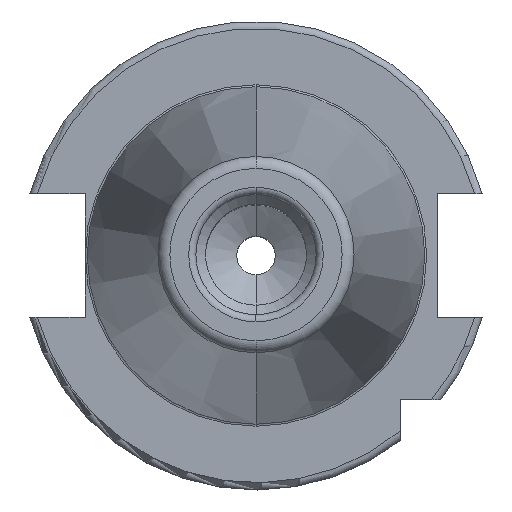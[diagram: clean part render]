
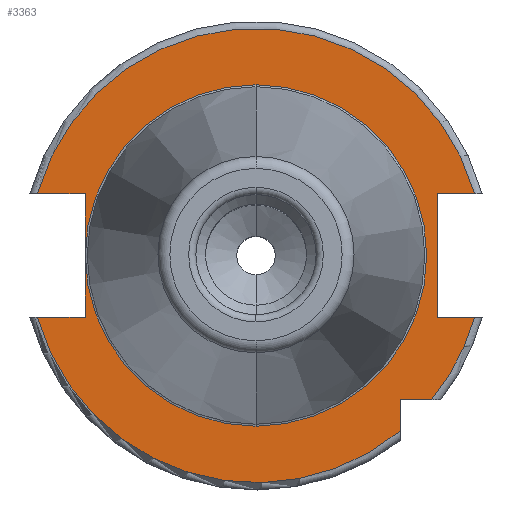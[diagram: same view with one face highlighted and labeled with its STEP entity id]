
A CAD part, top view. The second image highlights one B-rep face of the part: STEP entity #3363.
In plain terms, the highlighted planar face has unit normal (0, 0, 1).
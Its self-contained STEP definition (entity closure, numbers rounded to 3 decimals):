
#900=CARTESIAN_POINT('',(0,0,15.9));
#901=DIRECTION('',(0,0,-1));
#902=DIRECTION('',(0,1,0));
#903=AXIS2_PLACEMENT_3D('',#900,#901,#902);
#905=CARTESIAN_POINT('',(0,0,15.9));
#906=DIRECTION('',(0,0,1));
#907=DIRECTION('',(0,1,0));
#908=AXIS2_PLACEMENT_3D('',#905,#906,#907);
#920=CARTESIAN_POINT('',(0,0,15.9));
#921=DIRECTION('',(0,0,1));
#922=DIRECTION('',(-1,0,0));
#923=AXIS2_PLACEMENT_3D('',#920,#921,#922);
#925=DIRECTION('',(1,0,0));
#926=VECTOR('',#925,9.969);
#927=CARTESIAN_POINT('',(-45.469,-12.85,15.9));
#928=LINE('',#927,#926);
#929=DIRECTION('',(0.,1,0));
#930=VECTOR('',#929,12.85);
#931=CARTESIAN_POINT('',(-35.5,-12.85,15.9));
#932=LINE('',#931,#930);
#933=DIRECTION('',(0.,1,0));
#934=VECTOR('',#933,12.85);
#935=CARTESIAN_POINT('',(-35.5,0,15.9));
#936=LINE('',#935,#934);
#937=DIRECTION('',(1,0,0));
#938=VECTOR('',#937,9.969);
#939=CARTESIAN_POINT('',(-45.469,12.85,15.9));
#940=LINE('',#939,#938);
#941=DIRECTION('',(-1,0,0));
#942=VECTOR('',#941,7.769);
#943=CARTESIAN_POINT('',(45.469,12.85,15.9));
#944=LINE('',#943,#942);
#945=DIRECTION('',(0,-1,0));
#946=VECTOR('',#945,25.7);
#947=CARTESIAN_POINT('',(37.7,12.85,15.9));
#948=LINE('',#947,#946);
#949=DIRECTION('',(-1,0,0));
#950=VECTOR('',#949,7.769);
#951=CARTESIAN_POINT('',(45.469,-12.85,15.9));
#952=LINE('',#951,#950);
#953=CARTESIAN_POINT('',(0,0,15.9));
#954=DIRECTION('',(0,0,1));
#955=DIRECTION('',(0.773,-0.635,0));
#956=AXIS2_PLACEMENT_3D('',#953,#954,#955);
#958=DIRECTION('',(-1,0,0));
#959=VECTOR('',#958,6.504);
#960=CARTESIAN_POINT('',(36.504,-30,15.9));
#961=LINE('',#960,#959);
#962=DIRECTION('',(0,1,0));
#963=VECTOR('',#962,6.504);
#964=CARTESIAN_POINT('',(30,-36.504,15.9));
#965=LINE('',#964,#963);
#1601=CARTESIAN_POINT('',(0,0,15.9));
#1602=DIRECTION('',(0,0,1));
#1603=DIRECTION('',(0.962,0.272,0));
#1604=AXIS2_PLACEMENT_3D('',#1601,#1602,#1603);
#1652=CARTESIAN_POINT('',(0,0,15.9));
#1653=DIRECTION('',(0,0,1));
#1654=DIRECTION('',(-0.962,-0.272,0));
#1655=AXIS2_PLACEMENT_3D('',#1652,#1653,#1654);
#1792=CARTESIAN_POINT('',(0,35.5,15.9));
#1794=VERTEX_POINT('',#1792);
#1814=CARTESIAN_POINT('',(0,-35.5,15.9));
#1816=VERTEX_POINT('',#1814);
#1962=CARTESIAN_POINT('',(-45.469,-12.85,15.9));
#1963=CARTESIAN_POINT('',(-35.5,-12.85,15.9));
#1964=VERTEX_POINT('',#1962);
#1965=VERTEX_POINT('',#1963);
#1966=CARTESIAN_POINT('',(-35.5,0,15.9));
#1967=VERTEX_POINT('',#1966);
#1968=CARTESIAN_POINT('',(-35.5,12.85,15.9));
#1969=VERTEX_POINT('',#1968);
#1970=CARTESIAN_POINT('',(-45.469,12.85,15.9));
#1971=VERTEX_POINT('',#1970);
#1972=CARTESIAN_POINT('',(37.7,12.85,15.9));
#1973=CARTESIAN_POINT('',(37.7,-12.85,15.9));
#1974=VERTEX_POINT('',#1972);
#1975=VERTEX_POINT('',#1973);
#1976=CARTESIAN_POINT('',(45.469,-12.85,15.9));
#1977=VERTEX_POINT('',#1976);
#1978=CARTESIAN_POINT('',(45.469,12.85,15.9));
#1979=VERTEX_POINT('',#1978);
#1980=CARTESIAN_POINT('',(30,-36.504,15.9));
#1981=CARTESIAN_POINT('',(30,-30,15.9));
#1982=VERTEX_POINT('',#1980);
#1983=VERTEX_POINT('',#1981);
#1984=CARTESIAN_POINT('',(36.504,-30,15.9));
#1985=VERTEX_POINT('',#1984);
#3329=CARTESIAN_POINT('',(0,0,15.9));
#3330=DIRECTION('',(0,0,-1));
#3331=DIRECTION('',(0,-1,0));
#3332=AXIS2_PLACEMENT_3D('',#3329,#3330,#3331);
#3333=PLANE('',#3332);
#3335=ORIENTED_EDGE('',*,*,#3334,.T.);
#3337=ORIENTED_EDGE('',*,*,#3336,.T.);
#3338=ORIENTED_EDGE('',*,*,#3324,.T.);
#3339=ORIENTED_EDGE('',*,*,#3306,.F.);
#3340=ORIENTED_EDGE('',*,*,#3319,.T.);
#3342=ORIENTED_EDGE('',*,*,#3341,.T.);
#3344=ORIENTED_EDGE('',*,*,#3343,.F.);
#3346=ORIENTED_EDGE('',*,*,#3345,.F.);
#3348=ORIENTED_EDGE('',*,*,#3347,.T.);
#3350=ORIENTED_EDGE('',*,*,#3349,.T.);
#3352=ORIENTED_EDGE('',*,*,#3351,.F.);
#3354=ORIENTED_EDGE('',*,*,#3353,.F.);
#3356=ORIENTED_EDGE('',*,*,#3355,.T.);
#3358=ORIENTED_EDGE('',*,*,#3357,.F.);
#3360=ORIENTED_EDGE('',*,*,#3359,.F.);
#3361=EDGE_LOOP('',(#3335,#3337,#3338,#3339,#3340,#3342,#3344,#3346,#3348,#3350,
#3352,#3354,#3356,#3358,#3360));
#3362=FACE_OUTER_BOUND('',#3361,.F.);
#3363=ADVANCED_FACE('',(#3362),#3333,.F.);
#904=CIRCLE('',#903,35.5);
#909=CIRCLE('',#908,35.5);
#924=CIRCLE('',#923,35.5);
#957=CIRCLE('',#956,47.25);
#1605=CIRCLE('',#1604,47.25);
#1656=CIRCLE('',#1655,47.25);
#3306=EDGE_CURVE('',#1794,#1816,#904,.T.);
#3319=EDGE_CURVE('',#1794,#1967,#909,.T.);
#3324=EDGE_CURVE('',#1967,#1816,#924,.T.);
#3334=EDGE_CURVE('',#1964,#1965,#928,.T.);
#3336=EDGE_CURVE('',#1965,#1967,#932,.T.);
#3341=EDGE_CURVE('',#1967,#1969,#936,.T.);
#3343=EDGE_CURVE('',#1971,#1969,#940,.T.);
#3345=EDGE_CURVE('',#1979,#1971,#1605,.T.);
#3347=EDGE_CURVE('',#1979,#1974,#944,.T.);
#3349=EDGE_CURVE('',#1974,#1975,#948,.T.);
#3351=EDGE_CURVE('',#1977,#1975,#952,.T.);
#3353=EDGE_CURVE('',#1985,#1977,#957,.T.);
#3355=EDGE_CURVE('',#1985,#1983,#961,.T.);
#3357=EDGE_CURVE('',#1982,#1983,#965,.T.);
#3359=EDGE_CURVE('',#1964,#1982,#1656,.T.);
